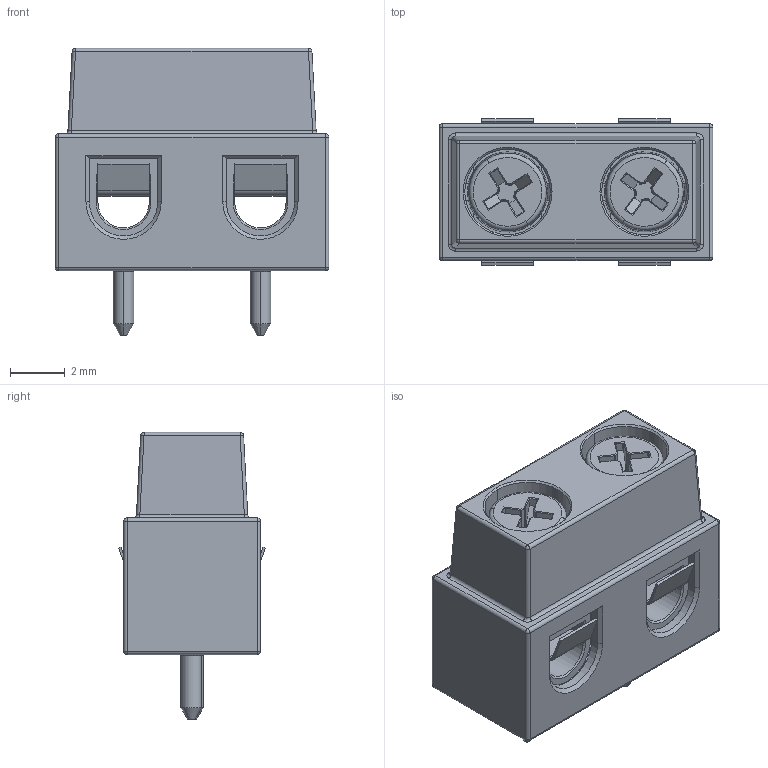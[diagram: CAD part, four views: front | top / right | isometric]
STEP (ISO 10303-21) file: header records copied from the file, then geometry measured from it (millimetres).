
FILE_DESCRIPTION(('FreeCAD Model'),'2;1');
FILE_NAME('GarethO''Brien\ScrewConnector_2_P5.00.step', '2018-07-25T15:20:25',('kicad StepUp'),('ksu MCAD'), 'Open CASCADE STEP processor 6.8','FreeCAD','Unknown');
FILE_SCHEMA(('AUTOMOTIVE_DESIGN_CC2 { 1 2 10303 214 -1 1 5 4 }'));
Length unit declared in the file: millimetre
Products named in the file (1): ScrewConnector_2_P5.00
Bounding box: 10 x 5.36 x 10.5 mm (x, y, z)
Volume: 222.1 mm3; surface area: 945.1 mm2
Topology: 8 solids, 8 shells, 525 faces, 1386 edges, 872 vertices
Faces by surface type: plane 249, cylinder 174, cone 38, torus 28, bspline 24, sphere 12
Entity records: 30048 total; most frequent: CARTESIAN_POINT 14158, ORIENTED_EDGE 2748, DIRECTION 2346, EDGE_CURVE 1374, VERTEX_POINT 872, LINE 826, VECTOR 826, AXIS2_PLACEMENT_3D 760
